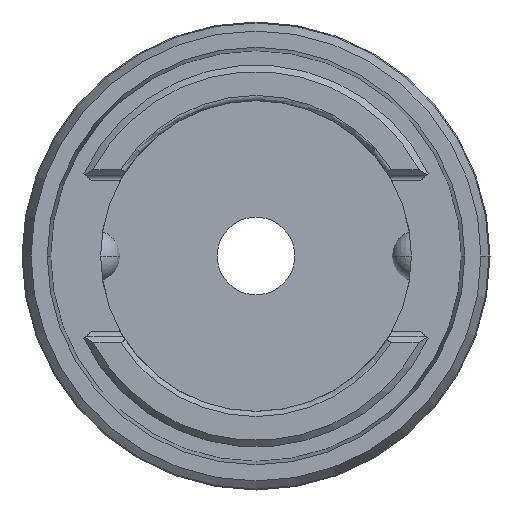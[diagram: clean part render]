
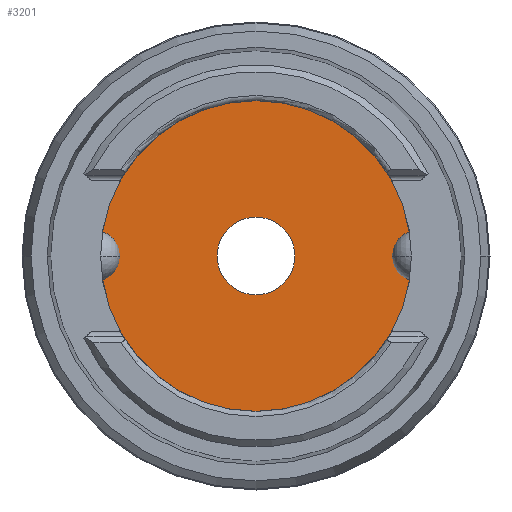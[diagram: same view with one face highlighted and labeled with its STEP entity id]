
A CAD part, front view. The second image highlights one B-rep face of the part: STEP entity #3201.
In plain terms, the highlighted planar face has unit normal (0, -1, 0).
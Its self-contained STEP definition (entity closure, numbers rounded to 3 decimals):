
#687=CARTESIAN_POINT('',(0.,53.5,0.));
#688=DIRECTION('',(0.,1.,0.));
#689=DIRECTION('',(1.,0.,0.));
#690=AXIS2_PLACEMENT_3D('',#687,#688,#689);
#790=CARTESIAN_POINT('',(0.,53.5,0.));
#791=DIRECTION('',(0.,-1.,0.));
#792=DIRECTION('',(1.,0.,0.));
#793=AXIS2_PLACEMENT_3D('',#790,#791,#792);
#897=CARTESIAN_POINT('',(0.,53.5,0.));
#898=DIRECTION('',(0.,1.,0.));
#899=DIRECTION('',(1.,0.,0.));
#900=AXIS2_PLACEMENT_3D('',#897,#898,#899);
#902=CARTESIAN_POINT('',(0.,53.5,0.));
#903=DIRECTION('',(0.,-1.,0.));
#904=DIRECTION('',(1.,0.,0.));
#905=AXIS2_PLACEMENT_3D('',#902,#903,#904);
#2291=CARTESIAN_POINT('',(6.,53.5,0.));
#2292=CARTESIAN_POINT('',(-6.,53.5,0.));
#2293=VERTEX_POINT('',#2291);
#2294=VERTEX_POINT('',#2292);
#2295=CARTESIAN_POINT('',(24.,53.5,0.));
#2296=CARTESIAN_POINT('',(-24.,53.5,0.));
#2297=VERTEX_POINT('',#2295);
#2298=VERTEX_POINT('',#2296);
#3186=CARTESIAN_POINT('',(0.,53.5,0.));
#3187=DIRECTION('',(0.,-1.,0.));
#3188=DIRECTION('',(-1.,0.,0.));
#3189=AXIS2_PLACEMENT_3D('',#3186,#3187,#3188);
#3190=PLANE('',#3189);
#3191=ORIENTED_EDGE('',*,*,#3162,.F.);
#3192=ORIENTED_EDGE('',*,*,#3131,.T.);
#3193=EDGE_LOOP('',(#3191,#3192));
#3194=FACE_OUTER_BOUND('',#3193,.F.);
#3196=ORIENTED_EDGE('',*,*,#3195,.F.);
#3198=ORIENTED_EDGE('',*,*,#3197,.T.);
#3199=EDGE_LOOP('',(#3196,#3198));
#3200=FACE_BOUND('',#3199,.F.);
#3201=ADVANCED_FACE('',(#3194,#3200),#3190,.T.);
#691=CIRCLE('',#690,24.);
#794=CIRCLE('',#793,24.);
#901=CIRCLE('',#900,6.);
#906=CIRCLE('',#905,6.);
#3131=EDGE_CURVE('',#2297,#2298,#691,.T.);
#3162=EDGE_CURVE('',#2297,#2298,#794,.T.);
#3195=EDGE_CURVE('',#2293,#2294,#901,.T.);
#3197=EDGE_CURVE('',#2293,#2294,#906,.T.);
